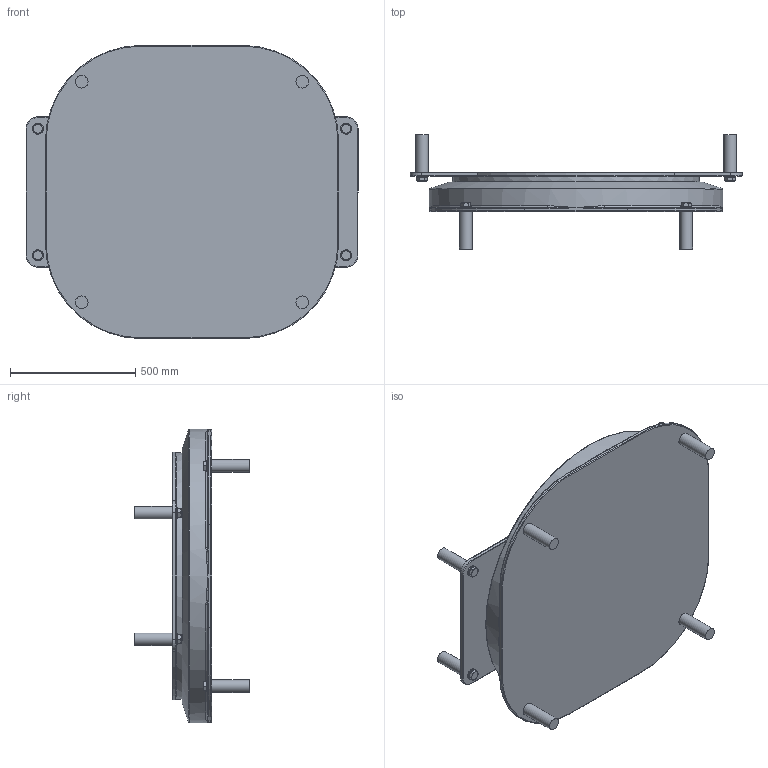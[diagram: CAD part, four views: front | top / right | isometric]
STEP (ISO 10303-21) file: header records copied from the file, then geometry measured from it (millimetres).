
FILE_DESCRIPTION(/* description */ (''),/* implementation_level */ '2;1');
FILE_NAME(/* name */ 'Tobe FR-4 130 F, STANDARD LAGER FORENKLET.stp',/* time_stamp */ '2024-03-19T15:56:13+01:00',/* author */ ('Kristian'),/* organization */ (''),/* preprocessor_version */ 'ST-DEVELOPER v19.2',/* originating_system */ 'Autodesk Inventor 2024',/* authorisation */ '');
FILE_SCHEMA (('AUTOMOTIVE_DESIGN { 1 0 10303 214 3 1 1 }'));
Length unit declared in the file: millimetre
Products named in the file (1): Tobe FR-4 130 F, STANDARD LAGER FORENKLET
Bounding box: 1325 x 457 x 1170 mm (x, y, z)
Volume: 161973583.6 mm3; surface area: 3690279.7 mm2
Topology: 1 solids, 18 shells, 372 faces, 767 edges, 447 vertices
Faces by surface type: plane 132, cylinder 101, cone 89, torus 26, bspline 24
Full cylindrical faces by diameter (mm): 20.752 x8, 22.376 x8, 24 x8, 25 x16, 33.2 x8, 44 x8, 50 x8, 967 x1, 986 x1, 1170 x1
Entity records: 10865 total; most frequent: CARTESIAN_POINT 2895, DIRECTION 1624, ORIENTED_EDGE 1486, EDGE_CURVE 743, AXIS2_PLACEMENT_3D 676, VERTEX_POINT 447, EDGE_LOOP 430, STYLED_ITEM 373
